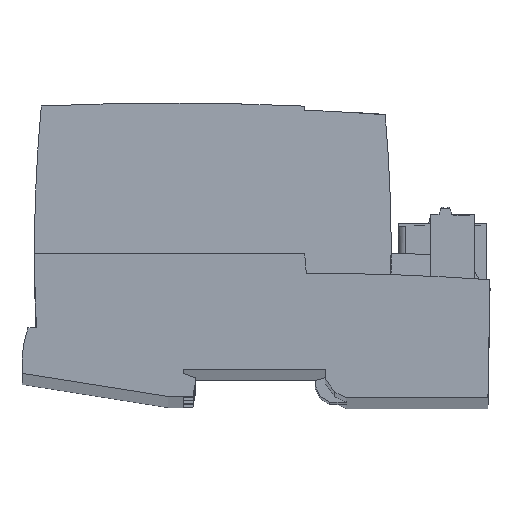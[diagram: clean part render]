
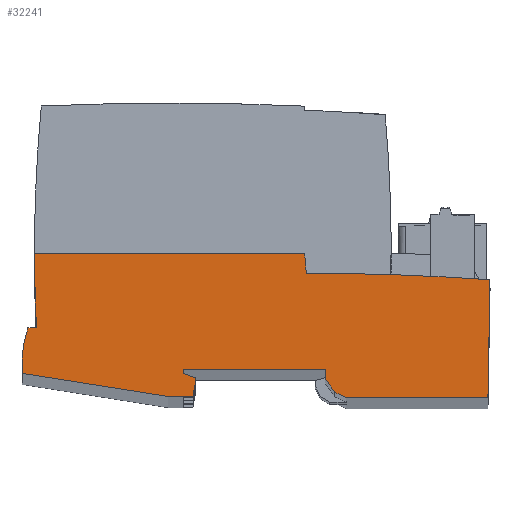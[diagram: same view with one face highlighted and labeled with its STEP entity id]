
A CAD part, left-side view. The second image highlights one B-rep face of the part: STEP entity #32241.
In plain terms, the highlighted face is planar.
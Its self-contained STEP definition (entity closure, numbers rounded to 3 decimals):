
#1086=ELLIPSE('',#37644,30.005,30.);
#1109=ELLIPSE('',#37714,391.56,391.5);
#1122=ELLIPSE('',#37739,391.56,391.5);
#1123=ELLIPSE('',#37741,657.866,657.766);
#2002=LINE('',#49393,#4986);
#2011=LINE('',#49411,#4995);
#2015=LINE('',#49419,#4999);
#2018=LINE('',#49425,#5002);
#2026=LINE('',#49443,#5010);
#2038=LINE('',#49466,#5022);
#2059=LINE('',#49511,#5043);
#2085=LINE('',#49561,#5069);
#2086=LINE('',#49563,#5070);
#2089=LINE('',#49568,#5073);
#2090=LINE('',#49570,#5074);
#2094=LINE('',#49580,#5078);
#2164=LINE('',#49951,#5148);
#2175=LINE('',#49993,#5159);
#4986=VECTOR('',#40559,1000.);
#4995=VECTOR('',#40572,1000.);
#4999=VECTOR('',#40580,1000.);
#5002=VECTOR('',#40585,1000.);
#5010=VECTOR('',#40595,1000.);
#5022=VECTOR('',#40611,1000.);
#5043=VECTOR('',#40640,1000.);
#5069=VECTOR('',#40692,1000.);
#5070=VECTOR('',#40695,1000.);
#5073=VECTOR('',#40700,1000.);
#5074=VECTOR('',#40703,1000.);
#5078=VECTOR('',#40715,1000.);
#5148=VECTOR('',#40909,1000.);
#5159=VECTOR('',#40958,1000.);
#8423=ORIENTED_EDGE('',*,*,#18042,.F.);
#8424=ORIENTED_EDGE('',*,*,#17909,.T.);
#8425=ORIENTED_EDGE('',*,*,#17901,.T.);
#8426=ORIENTED_EDGE('',*,*,#17835,.T.);
#8427=ORIENTED_EDGE('',*,*,#17855,.T.);
#8428=ORIENTED_EDGE('',*,*,#17913,.T.);
#8429=ORIENTED_EDGE('',*,*,#17876,.T.);
#8430=ORIENTED_EDGE('',*,*,#17908,.T.);
#8431=ORIENTED_EDGE('',*,*,#17905,.T.);
#8432=ORIENTED_EDGE('',*,*,#17832,.T.);
#8433=ORIENTED_EDGE('',*,*,#17819,.T.);
#8434=ORIENTED_EDGE('',*,*,#17828,.T.);
#8435=ORIENTED_EDGE('',*,*,#17904,.T.);
#8436=ORIENTED_EDGE('',*,*,#17843,.T.);
#8437=ORIENTED_EDGE('',*,*,#18034,.T.);
#8438=ORIENTED_EDGE('',*,*,#18043,.T.);
#8439=ORIENTED_EDGE('',*,*,#18008,.T.);
#8440=ORIENTED_EDGE('',*,*,#18011,.T.);
#17819=EDGE_CURVE('',#22737,#22743,#2002,.T.);
#17828=EDGE_CURVE('',#22743,#22750,#2011,.T.);
#17832=EDGE_CURVE('',#22753,#22737,#2015,.T.);
#17835=EDGE_CURVE('',#22755,#22756,#2018,.T.);
#17843=EDGE_CURVE('',#22764,#22763,#2026,.T.);
#17855=EDGE_CURVE('',#22756,#22772,#2038,.T.);
#17876=EDGE_CURVE('',#22793,#22792,#2059,.T.);
#17901=EDGE_CURVE('',#22802,#22755,#1086,.T.);
#17904=EDGE_CURVE('',#22750,#22764,#2085,.T.);
#17905=EDGE_CURVE('',#22804,#22753,#2086,.T.);
#17908=EDGE_CURVE('',#22792,#22804,#2089,.T.);
#17909=EDGE_CURVE('',#22805,#22802,#2090,.T.);
#17913=EDGE_CURVE('',#22772,#22793,#2094,.T.);
#18008=EDGE_CURVE('',#22874,#22876,#1109,.T.);
#18011=EDGE_CURVE('',#22876,#22878,#2164,.T.);
#18034=EDGE_CURVE('',#22763,#22890,#2175,.T.);
#18042=EDGE_CURVE('',#22805,#22878,#1122,.T.);
#18043=EDGE_CURVE('',#22890,#22874,#1123,.T.);
#22737=VERTEX_POINT('',#49380);
#22743=VERTEX_POINT('',#49392);
#22750=VERTEX_POINT('',#49410);
#22753=VERTEX_POINT('',#49420);
#22755=VERTEX_POINT('',#49426);
#22756=VERTEX_POINT('',#49427);
#22763=VERTEX_POINT('',#49442);
#22764=VERTEX_POINT('',#49444);
#22772=VERTEX_POINT('',#49465);
#22792=VERTEX_POINT('',#49510);
#22793=VERTEX_POINT('',#49512);
#22802=VERTEX_POINT('',#49556);
#22804=VERTEX_POINT('',#49564);
#22805=VERTEX_POINT('',#49571);
#22874=VERTEX_POINT('',#49940);
#22876=VERTEX_POINT('',#49944);
#22878=VERTEX_POINT('',#49950);
#22890=VERTEX_POINT('',#49992);
#26764=EDGE_LOOP('',(#8423,#8424,#8425,#8426,#8427,#8428,#8429,#8430,#8431,
#8432,#8433,#8434,#8435,#8436,#8437,#8438,#8439,#8440));
#28834=FACE_BOUND('',#26764,.T.);
#30887=PLANE('',#37753);
#32241=ADVANCED_FACE('',(#28834),#30887,.F.);
#37644=AXIS2_PLACEMENT_3D('',#49555,#40685,#40686);
#37714=AXIS2_PLACEMENT_3D('',#49945,#40903,#40904);
#37739=AXIS2_PLACEMENT_3D('',#50006,#40973,#40974);
#37741=AXIS2_PLACEMENT_3D('',#50008,#40977,#40978);
#37753=AXIS2_PLACEMENT_3D('',#50026,#41005,#41006);
#40559=DIRECTION('',(0.017,0.,-1.));
#40572=DIRECTION('',(0.014,-0.574,-0.819));
#40580=DIRECTION('',(0.,-1.,0.));
#40585=DIRECTION('',(0.003,-0.988,-0.156));
#40595=DIRECTION('',(0.,-1.,0.));
#40611=DIRECTION('',(0.,-1.,0.));
#40640=DIRECTION('',(-0.017,0.,1.));
#40685=DIRECTION('',(-1.,0.,-0.017));
#40686=DIRECTION('',(-0.017,0.,1.));
#40692=DIRECTION('',(0.007,-0.906,-0.423));
#40695=DIRECTION('',(-0.017,0.,1.));
#40700=DIRECTION('',(-0.006,0.94,0.342));
#40703=DIRECTION('',(0.,1.,0.));
#40715=DIRECTION('',(-0.017,-0.174,0.985));
#40903=DIRECTION('',(-1.,0.,-0.017));
#40904=DIRECTION('',(0.017,0.,-1.));
#40909=DIRECTION('',(0.,1.,0.));
#40958=DIRECTION('',(-0.017,-0.017,1.));
#40973=DIRECTION('',(1.,0.,0.017));
#40974=DIRECTION('',(-0.017,0.,1.));
#40977=DIRECTION('',(-1.,0.,-0.017));
#40978=DIRECTION('',(-0.017,0.,1.));
#41005=DIRECTION('',(1.,0.,0.017));
#41006=DIRECTION('',(-0.017,0.,1.));
#49380=CARTESIAN_POINT('',(-79.791,-35.5,-6.566));
#49392=CARTESIAN_POINT('',(-79.751,-35.5,-8.866));
#49393=CARTESIAN_POINT('',(-80.025,-35.5,6.834));
#49410=CARTESIAN_POINT('',(-79.69,-37.916,-12.316));
#49411=CARTESIAN_POINT('',(-80.064,-22.909,9.115));
#49419=CARTESIAN_POINT('',(-79.791,-19.65,-6.566));
#49420=CARTESIAN_POINT('',(-79.791,0.1,-6.566));
#49425=CARTESIAN_POINT('',(-79.617,-15.954,-16.494));
#49426=CARTESIAN_POINT('',(-79.773,40.44,-7.562));
#49427=CARTESIAN_POINT('',(-79.672,3.794,-13.366));
#49442=CARTESIAN_POINT('',(-79.667,-76.242,-13.666));
#49443=CARTESIAN_POINT('',(-79.667,-19.65,-13.666));
#49444=CARTESIAN_POINT('',(-79.667,-40.811,-13.666));
#49465=CARTESIAN_POINT('',(-79.672,-2.353,-13.366));
#49466=CARTESIAN_POINT('',(-79.672,-19.65,-13.366));
#49510=CARTESIAN_POINT('',(-79.754,-3.,-8.694));
#49511=CARTESIAN_POINT('',(-80.025,-3.,6.834));
#49512=CARTESIAN_POINT('',(-79.736,-3.,-9.694));
#49555=CARTESIAN_POINT('',(-79.806,10.5,-5.666));
#49556=CARTESIAN_POINT('',(-79.972,38.956,3.834));
#49561=CARTESIAN_POINT('',(-79.872,-15.576,-1.899));
#49563=CARTESIAN_POINT('',(-80.025,0.1,6.834));
#49564=CARTESIAN_POINT('',(-79.773,0.1,-7.566));
#49568=CARTESIAN_POINT('',(-79.692,-12.71,-12.228));
#49570=CARTESIAN_POINT('',(-79.972,-19.65,3.834));
#49571=CARTESIAN_POINT('',(-79.972,36.821,3.834));
#49580=CARTESIAN_POINT('',(-79.595,-1.57,-17.804));
#49940=CARTESIAN_POINT('',(-80.211,-30.749,17.5));
#49944=CARTESIAN_POINT('',(-80.298,-30.319,22.5));
#49945=CARTESIAN_POINT('',(-79.669,359.517,-13.556));
#49950=CARTESIAN_POINT('',(-80.298,37.299,22.5));
#49951=CARTESIAN_POINT('',(-80.298,-19.65,22.5));
#49992=CARTESIAN_POINT('',(-80.183,-76.758,15.889));
#49993=CARTESIAN_POINT('',(-80.007,-76.583,5.841));
#50006=CARTESIAN_POINT('',(-80.31,-354.2,23.2));
#50008=CARTESIAN_POINT('',(-68.729,-30.749,-640.266));
#50026=CARTESIAN_POINT('',(-80.025,-19.65,6.834));
